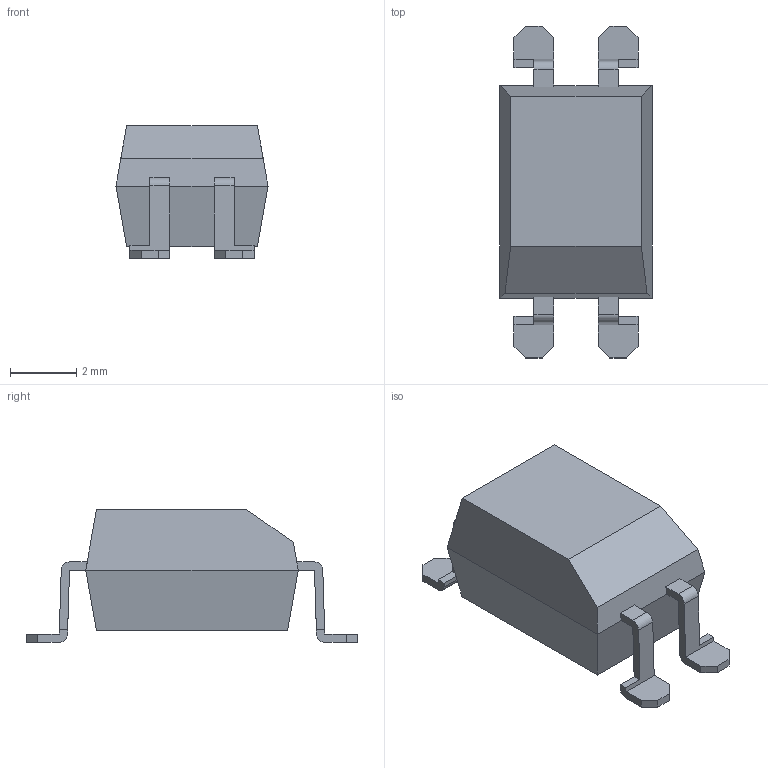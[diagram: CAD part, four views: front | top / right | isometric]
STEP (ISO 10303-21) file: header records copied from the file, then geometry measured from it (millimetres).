
FILE_DESCRIPTION (( 'STEP AP214' ), '1' );
FILE_NAME ('DIP4(LF1).STEP', '2017-12-27T01:56:36', ( '微软用户' ), ( '微软中国' ), 'SwSTEP 2.0', 'SolidWorks 2015', '' );
FILE_SCHEMA (( 'AUTOMOTIVE_DESIGN' ));
Length unit declared in the file: millimetre
Products named in the file (1): DIP4(LF1)
Bounding box: 4.58 x 10 x 4 mm (x, y, z)
Volume: 95.1 mm3; surface area: 152.2 mm2
Topology: 5 solids, 5 shells, 75 faces, 191 edges, 126 vertices
Faces by surface type: plane 67, cylinder 8
Entity records: 2827 total; most frequent: CARTESIAN_POINT 393, ORIENTED_EDGE 382, DIRECTION 359, EDGE_CURVE 191, LINE 175, VECTOR 175, VERTEX_POINT 126, AXIS2_PLACEMENT_3D 92
